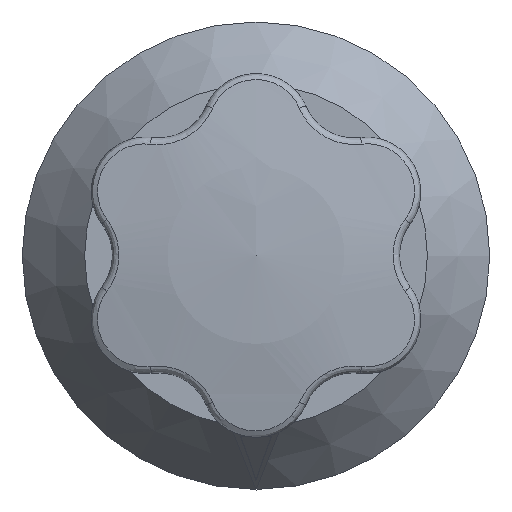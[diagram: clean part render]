
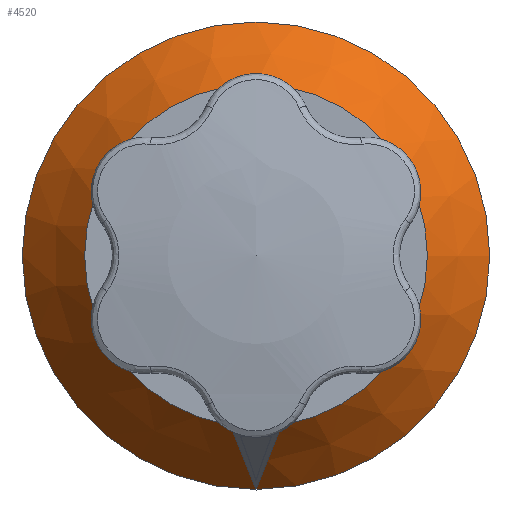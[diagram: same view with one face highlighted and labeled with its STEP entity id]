
A CAD part, top view. The second image highlights one B-rep face of the part: STEP entity #4520.
In plain terms, the highlighted conical face has half-angle 38.66 degrees and reference radius 45 mm.
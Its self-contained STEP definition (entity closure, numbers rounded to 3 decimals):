
#20=ELLIPSE('',#4765,29917.091,69.228);
#21=ELLIPSE('',#4767,29917.091,69.228);
#22=ELLIPSE('',#4770,119.059,71.435);
#33=CONICAL_SURFACE('',#4774,45.,0.675);
#173=B_SPLINE_CURVE_WITH_KNOTS('',3,(#7520,#7521,#7522,#7523),
 .UNSPECIFIED.,.F.,.F.,(4,4),(0.,0.017),
 .UNSPECIFIED.);
#174=B_SPLINE_CURVE_WITH_KNOTS('',3,(#7533,#7534,#7535,#7536),
 .UNSPECIFIED.,.F.,.F.,(4,4),(0.,0.017),.UNSPECIFIED.);
#367=CIRCLE('',#4775,45.);
#368=CIRCLE('',#4776,33.);
#912=ORIENTED_EDGE('',*,*,#1661,.T.);
#913=ORIENTED_EDGE('',*,*,#1662,.F.);
#914=ORIENTED_EDGE('',*,*,#1658,.F.);
#915=ORIENTED_EDGE('',*,*,#1648,.T.);
#916=ORIENTED_EDGE('',*,*,#1655,.F.);
#917=ORIENTED_EDGE('',*,*,#1645,.T.);
#918=ORIENTED_EDGE('',*,*,#1652,.F.);
#1645=EDGE_CURVE('',#2046,#2047,#20,.T.);
#1648=EDGE_CURVE('',#2049,#2050,#21,.T.);
#1652=EDGE_CURVE('',#2052,#2047,#173,.T.);
#1655=EDGE_CURVE('',#2046,#2050,#22,.T.);
#1658=EDGE_CURVE('',#2049,#2052,#174,.T.);
#1661=EDGE_CURVE('',#2057,#2057,#367,.T.);
#1662=EDGE_CURVE('',#2058,#2058,#368,.T.);
#2046=VERTEX_POINT('',#7504);
#2047=VERTEX_POINT('',#7505);
#2049=VERTEX_POINT('',#7511);
#2050=VERTEX_POINT('',#7512);
#2052=VERTEX_POINT('',#7518);
#2057=VERTEX_POINT('',#7543);
#2058=VERTEX_POINT('',#7545);
#2681=EDGE_LOOP('',(#912));
#2682=EDGE_LOOP('',(#913));
#2683=EDGE_LOOP('',(#914,#915,#916,#917,#918));
#2908=FACE_BOUND('',#2681,.T.);
#2909=FACE_BOUND('',#2682,.T.);
#2910=FACE_BOUND('',#2683,.T.);
#4520=ADVANCED_FACE('',(#2908,#2909,#2910),#33,.T.);
#4765=AXIS2_PLACEMENT_3D('',#7503,#5319,#5320);
#4767=AXIS2_PLACEMENT_3D('',#7510,#5325,#5326);
#4770=AXIS2_PLACEMENT_3D('',#7528,#5336,#5337);
#4774=AXIS2_PLACEMENT_3D('',#7541,#5347,#5348);
#4775=AXIS2_PLACEMENT_3D('',#7542,#5349,#5350);
#4776=AXIS2_PLACEMENT_3D('',#7544,#5351,#5352);
#5319=DIRECTION('',(0.,0.781,-0.625));
#5320=DIRECTION('',(0.,-0.625,-0.781));
#5325=DIRECTION('',(0.,0.781,-0.625));
#5326=DIRECTION('',(0.,-0.625,-0.781));
#5336=DIRECTION('',(0.,-0.625,-0.781));
#5337=DIRECTION('',(0.,0.781,-0.625));
#5347=DIRECTION('',(0.,0.,-1.));
#5348=DIRECTION('',(-1.,0.,0.));
#5349=DIRECTION('',(0.,0.,1.));
#5350=DIRECTION('',(1.,0.,0.));
#5351=DIRECTION('',(0.,0.,1.));
#5352=DIRECTION('',(1.,0.,0.));
#7503=CARTESIAN_POINT('',(0.,-18689.009,-23320.171));
#7504=CARTESIAN_POINT('',(4.139,-33.312,-0.711));
#7505=CARTESIAN_POINT('',(4.187,-34.093,-1.687));
#7510=CARTESIAN_POINT('',(0.,-18689.009,-23320.171));
#7511=CARTESIAN_POINT('',(-4.187,-34.093,-1.687));
#7512=CARTESIAN_POINT('',(-4.139,-33.312,-0.711));
#7518=CARTESIAN_POINT('',(0.,-44.713,-14.641));
#7520=CARTESIAN_POINT('',(0.,-44.713,-14.641));
#7521=CARTESIAN_POINT('',(1.396,-41.225,-10.281));
#7522=CARTESIAN_POINT('',(2.792,-37.701,-5.95));
#7523=CARTESIAN_POINT('',(4.187,-34.093,-1.687));
#7528=CARTESIAN_POINT('',(0.,59.501,-74.962));
#7533=CARTESIAN_POINT('',(-4.187,-34.093,-1.687));
#7534=CARTESIAN_POINT('',(-2.792,-37.701,-5.95));
#7535=CARTESIAN_POINT('',(-1.396,-41.225,-10.281));
#7536=CARTESIAN_POINT('',(0.,-44.713,-14.641));
#7541=CARTESIAN_POINT('',(0.,0.,-15.));
#7542=CARTESIAN_POINT('',(0.,0.,-15.));
#7543=CARTESIAN_POINT('',(45.,0.,-15.));
#7544=CARTESIAN_POINT('',(0.,0.,0.));
#7545=CARTESIAN_POINT('',(33.,0.,0.));
